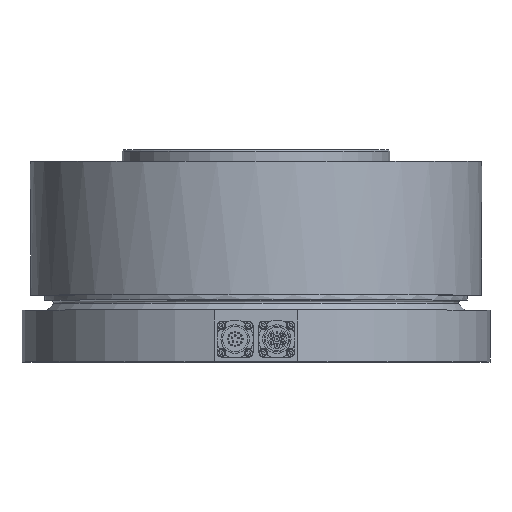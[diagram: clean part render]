
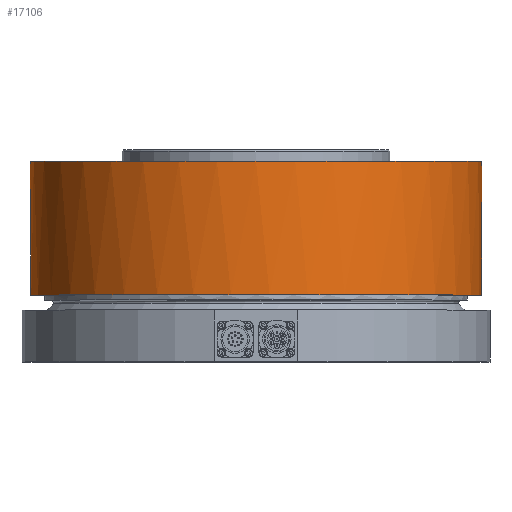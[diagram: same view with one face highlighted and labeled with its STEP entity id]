
A CAD part, top view. The second image highlights one B-rep face of the part: STEP entity #17106.
In plain terms, the highlighted cylindrical face has radius 135 mm (diameter 270 mm), a full revolution.
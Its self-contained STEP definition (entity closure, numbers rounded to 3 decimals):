
#253 = DIRECTION ( 'NONE',  ( 0., 1., 0. ) ) ;
#864 = DIRECTION ( 'NONE',  ( 0., 1., 0. ) ) ;
#1574 = CARTESIAN_POINT ( 'NONE',  ( 0., 126.441, 0. ) ) ;
#1990 = FACE_OUTER_BOUND ( 'NONE', #16239, .T. ) ;
#2103 = EDGE_CURVE ( 'NONE', #13829, #13829, #10762, .T. ) ;
#2339 = AXIS2_PLACEMENT_3D ( 'NONE', #1574, #253, #8222 ) ;
#2633 = VERTEX_POINT ( 'NONE', #15664 ) ;
#3300 = CARTESIAN_POINT ( 'NONE',  ( 0., 120., -135. ) ) ;
#6540 = ORIENTED_EDGE ( 'NONE', *, *, #2103, .F. ) ;
#6955 = CARTESIAN_POINT ( 'NONE',  ( 0., 40., 0. ) ) ;
#7693 = ORIENTED_EDGE ( 'NONE', *, *, #7778, .T. ) ;
#7778 = EDGE_CURVE ( 'NONE', #2633, #2633, #10577, .T. ) ;
#8222 = DIRECTION ( 'NONE',  ( 0., 0., -1. ) ) ;
#8273 = CYLINDRICAL_SURFACE ( 'NONE', #2339, 135. ) ;
#8306 = DIRECTION ( 'NONE',  ( -0.966, 0., 0.259 ) ) ;
#8670 = FACE_OUTER_BOUND ( 'NONE', #14169, .T. ) ;
#8834 = CARTESIAN_POINT ( 'NONE',  ( 0., 120., 0. ) ) ;
#9216 = AXIS2_PLACEMENT_3D ( 'NONE', #6955, #16214, #8306 ) ;
#10162 = DIRECTION ( 'NONE',  ( 0., 0., -1. ) ) ;
#10577 = CIRCLE ( 'NONE', #9216, 135. ) ;
#10762 = CIRCLE ( 'NONE', #16342, 135. ) ;
#13829 = VERTEX_POINT ( 'NONE', #3300 ) ;
#14169 = EDGE_LOOP ( 'NONE', ( #7693 ) ) ;
#15664 = CARTESIAN_POINT ( 'NONE',  ( -130.4, 40., 34.941 ) ) ;
#16214 = DIRECTION ( 'NONE',  ( 0., 1., 0. ) ) ;
#16239 = EDGE_LOOP ( 'NONE', ( #6540 ) ) ;
#16342 = AXIS2_PLACEMENT_3D ( 'NONE', #8834, #864, #10162 ) ;
#17106 = ADVANCED_FACE ( 'NONE', ( #8670, #1990 ), #8273, .T. ) ;
